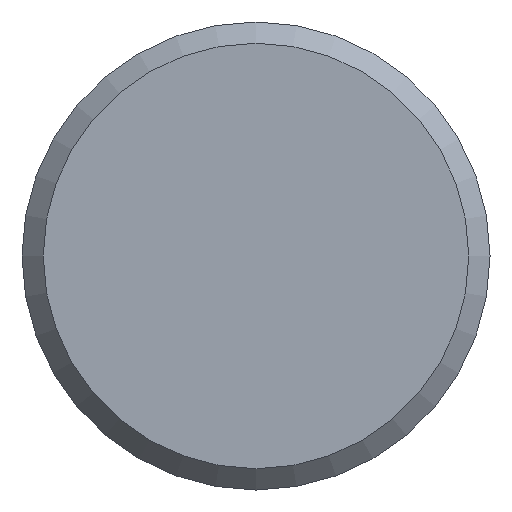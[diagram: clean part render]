
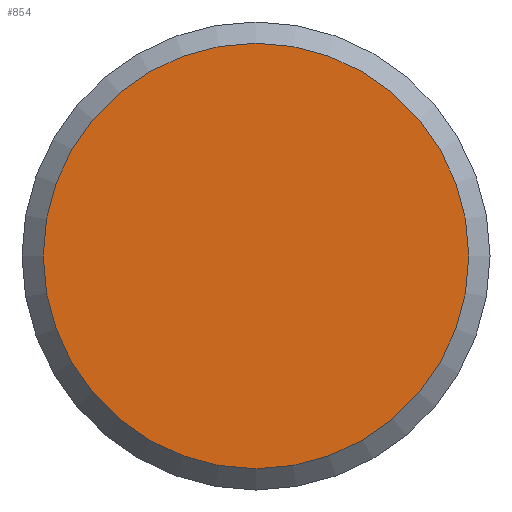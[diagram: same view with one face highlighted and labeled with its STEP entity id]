
A CAD part, front view. The second image highlights one B-rep face of the part: STEP entity #854.
In plain terms, the highlighted planar face has unit normal (0, -1, 0).
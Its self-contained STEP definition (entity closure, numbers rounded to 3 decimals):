
#210=FACE_OUTER_BOUND('',#273,.T.);
#273=EDGE_LOOP('',(#708));
#324=CIRCLE('',#970,10.);
#394=VERTEX_POINT('',#1475);
#499=EDGE_CURVE('',#394,#394,#324,.T.);
#708=ORIENTED_EDGE('',*,*,#499,.T.);
#754=PLANE('',#971);
#854=ADVANCED_FACE('',(#210),#754,.T.);
#970=AXIS2_PLACEMENT_3D('',#1476,#1210,#1211);
#971=AXIS2_PLACEMENT_3D('',#1478,#1213,#1214);
#1210=DIRECTION('center_axis',(0.,-1.,0.));
#1211=DIRECTION('ref_axis',(1.,0.,0.));
#1213=DIRECTION('center_axis',(0.,-1.,0.));
#1214=DIRECTION('ref_axis',(0.,0.,-1.));
#1475=CARTESIAN_POINT('',(-10.,0.,0.));
#1476=CARTESIAN_POINT('Origin',(0.,0.,
0.));
#1478=CARTESIAN_POINT('Origin',(5.,0.,0.));
